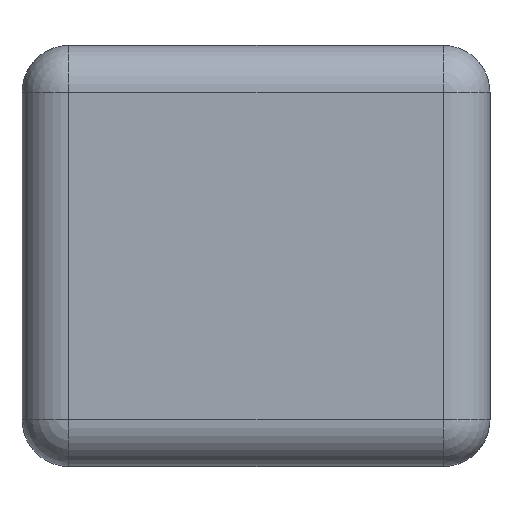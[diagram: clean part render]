
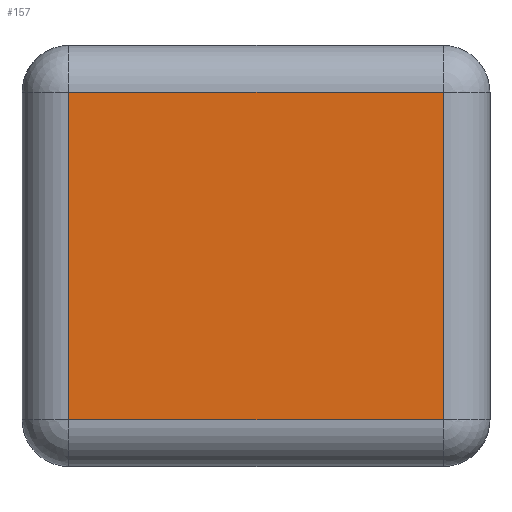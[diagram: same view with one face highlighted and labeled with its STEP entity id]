
A CAD part, left-side view. The second image highlights one B-rep face of the part: STEP entity #157.
In plain terms, the highlighted planar face has unit normal (-1, 0, 0).
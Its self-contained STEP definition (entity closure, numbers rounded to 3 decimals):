
#157=ADVANCED_FACE('',(#535),#537,.T.);
#535=FACE_BOUND('',#536,.T.);
#536=EDGE_LOOP('',(#834,#835,#836,#837));
#537=PLANE('',#538);
#538=AXIS2_PLACEMENT_3D('',#539,#540,#541);
#539=CARTESIAN_POINT('',(-0.5,-0.25,0.));
#540=DIRECTION('',(-1.,0.,0.));
#541=DIRECTION('',(0.,0.,1.));
#834=ORIENTED_EDGE('',*,*,#1018,.F.);
#835=ORIENTED_EDGE('',*,*,#1019,.T.);
#836=ORIENTED_EDGE('',*,*,#1020,.T.);
#837=ORIENTED_EDGE('',*,*,#1021,.F.);
#1018=EDGE_CURVE('',#1166,#1167,#1168,.T.);
#1019=EDGE_CURVE('',#1166,#1169,#1170,.T.);
#1020=EDGE_CURVE('',#1169,#1171,#1172,.T.);
#1021=EDGE_CURVE('',#1167,#1171,#1173,.T.);
#1166=VERTEX_POINT('',#1454);
#1167=VERTEX_POINT('',#1455);
#1168=LINE('',#1456,#1457);
#1169=VERTEX_POINT('',#1459);
#1170=LINE('',#1460,#1461);
#1171=VERTEX_POINT('',#1463);
#1172=LINE('',#1464,#1465);
#1173=LINE('',#1467,#1468);
#1454=CARTESIAN_POINT('',(-0.5,-0.2,0.05));
#1455=CARTESIAN_POINT('',(-0.5,0.2,0.05));
#1456=CARTESIAN_POINT('',(-0.5,-0.2,0.05));
#1457=VECTOR('',#1458,1.);
#1458=DIRECTION('',(0.,1.,0.));
#1459=CARTESIAN_POINT('',(-0.5,-0.2,0.4));
#1460=CARTESIAN_POINT('',(-0.5,-0.2,0.05));
#1461=VECTOR('',#1462,1.);
#1462=DIRECTION('',(0.,0.,1.));
#1463=CARTESIAN_POINT('',(-0.5,0.2,0.4));
#1464=CARTESIAN_POINT('',(-0.5,-0.2,0.4));
#1465=VECTOR('',#1466,1.);
#1466=DIRECTION('',(0.,1.,0.));
#1467=CARTESIAN_POINT('',(-0.5,0.2,0.05));
#1468=VECTOR('',#1469,1.);
#1469=DIRECTION('',(0.,0.,1.));
